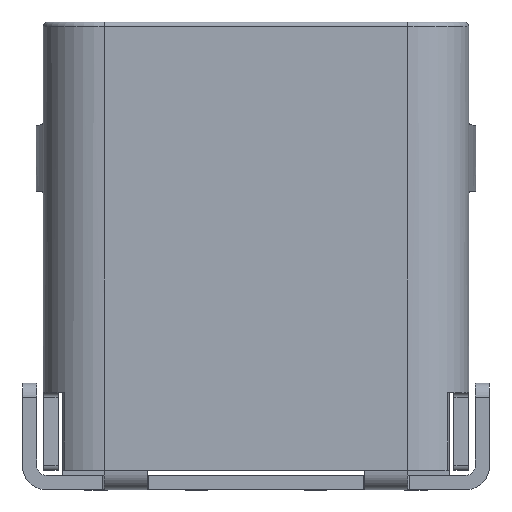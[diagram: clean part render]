
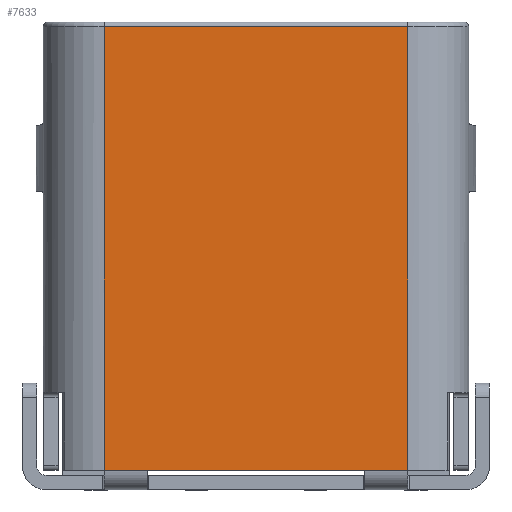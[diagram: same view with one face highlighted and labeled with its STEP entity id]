
A CAD part, top view. The second image highlights one B-rep face of the part: STEP entity #7633.
In plain terms, the highlighted planar face has unit normal (0, 0, 1).
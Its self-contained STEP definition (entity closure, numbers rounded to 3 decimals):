
#65 = ORIENTED_EDGE ( 'NONE', *, *, #4358, .T. ) ;
#196 = VERTEX_POINT ( 'NONE', #9435 ) ;
#670 = CARTESIAN_POINT ( 'NONE',  ( 13.36, 22.726, 4.316 ) ) ;
#860 = LINE ( 'NONE', #11750, #8350 ) ;
#1375 = ORIENTED_EDGE ( 'NONE', *, *, #6994, .F. ) ;
#1622 = VERTEX_POINT ( 'NONE', #8830 ) ;
#1992 = CARTESIAN_POINT ( 'NONE',  ( 6.96, 22.726, 4.316 ) ) ;
#2231 = DIRECTION ( 'NONE',  ( 0., -1., 0. ) ) ;
#3153 = PLANE ( 'NONE',  #4873 ) ;
#3158 = DIRECTION ( 'NONE',  ( 0., -1., 0. ) ) ;
#3163 = DIRECTION ( 'NONE',  ( 1., 0., 0. ) ) ;
#3551 = DIRECTION ( 'NONE',  ( -1., 0., 0. ) ) ;
#4337 = LINE ( 'NONE', #10136, #6219 ) ;
#4347 = VERTEX_POINT ( 'NONE', #5360 ) ;
#4358 = EDGE_CURVE ( 'NONE', #4347, #1622, #4337, .T. ) ;
#4429 = EDGE_CURVE ( 'NONE', #5351, #196, #12982, .T. ) ;
#4732 = ORIENTED_EDGE ( 'NONE', *, *, #4429, .T. ) ;
#4873 = AXIS2_PLACEMENT_3D ( 'NONE', #1992, #14372, #11869 ) ;
#5120 = ORIENTED_EDGE ( 'NONE', *, *, #8470, .F. ) ;
#5351 = VERTEX_POINT ( 'NONE', #11317 ) ;
#5360 = CARTESIAN_POINT ( 'NONE',  ( 7.89, 5.622, 4.316 ) ) ;
#5588 = LINE ( 'NONE', #670, #9663 ) ;
#5665 = LINE ( 'NONE', #14857, #9719 ) ;
#5666 = ORIENTED_EDGE ( 'NONE', *, *, #11469, .T. ) ;
#5961 = VECTOR ( 'NONE', #11853, 1000. ) ;
#6063 = EDGE_LOOP ( 'NONE', ( #5120, #5666, #4732, #1375, #65, #9099 ) ) ;
#6219 = VECTOR ( 'NONE', #3163, 1000. ) ;
#6762 = VERTEX_POINT ( 'NONE', #7050 ) ;
#6821 = LINE ( 'NONE', #15373, #5961 ) ;
#6994 = EDGE_CURVE ( 'NONE', #4347, #196, #860, .T. ) ;
#7050 = CARTESIAN_POINT ( 'NONE',  ( 13.36, 5.622, 4.316 ) ) ;
#7607 = CARTESIAN_POINT ( 'NONE',  ( 13.36, 14.98, 4.316 ) ) ;
#7633 = ADVANCED_FACE ( 'NONE', ( #12654 ), #3153, .F. ) ;
#7835 = VERTEX_POINT ( 'NONE', #7607 ) ;
#8130 = DIRECTION ( 'NONE',  ( -1., 0., 0. ) ) ;
#8350 = VECTOR ( 'NONE', #8130, 1000. ) ;
#8470 = EDGE_CURVE ( 'NONE', #7835, #6762, #5588, .T. ) ;
#8830 = CARTESIAN_POINT ( 'NONE',  ( 12.43, 5.622, 4.316 ) ) ;
#9099 = ORIENTED_EDGE ( 'NONE', *, *, #10892, .F. ) ;
#9435 = CARTESIAN_POINT ( 'NONE',  ( 6.96, 5.622, 4.316 ) ) ;
#9663 = VECTOR ( 'NONE', #3158, 1000. ) ;
#9719 = VECTOR ( 'NONE', #3551, 1000. ) ;
#10136 = CARTESIAN_POINT ( 'NONE',  ( 13.36, 5.622, 4.316 ) ) ;
#10547 = CARTESIAN_POINT ( 'NONE',  ( 6.96, 22.726, 4.316 ) ) ;
#10892 = EDGE_CURVE ( 'NONE', #6762, #1622, #6821, .T. ) ;
#11317 = CARTESIAN_POINT ( 'NONE',  ( 6.96, 14.98, 4.316 ) ) ;
#11469 = EDGE_CURVE ( 'NONE', #7835, #5351, #5665, .T. ) ;
#11750 = CARTESIAN_POINT ( 'NONE',  ( 15.085, 5.622, 4.316 ) ) ;
#11853 = DIRECTION ( 'NONE',  ( -1., 0., 0. ) ) ;
#11869 = DIRECTION ( 'NONE',  ( 0., -1., 0. ) ) ;
#12654 = FACE_OUTER_BOUND ( 'NONE', #6063, .T. ) ;
#12982 = LINE ( 'NONE', #10547, #13280 ) ;
#13280 = VECTOR ( 'NONE', #2231, 1000. ) ;
#14372 = DIRECTION ( 'NONE',  ( 0., 0., -1. ) ) ;
#14857 = CARTESIAN_POINT ( 'NONE',  ( 6.96, 14.98, 4.316 ) ) ;
#15373 = CARTESIAN_POINT ( 'NONE',  ( 15.085, 5.622, 4.316 ) ) ;
